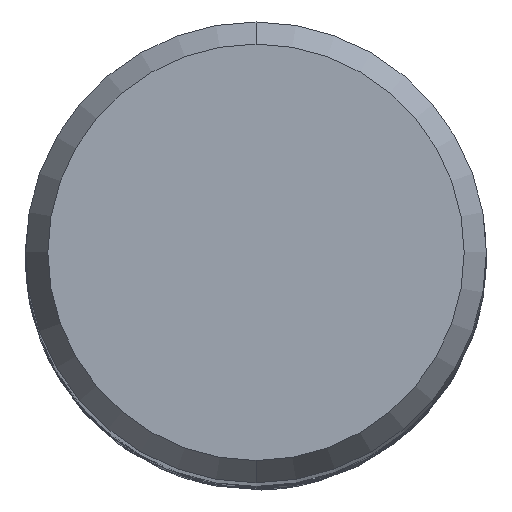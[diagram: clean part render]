
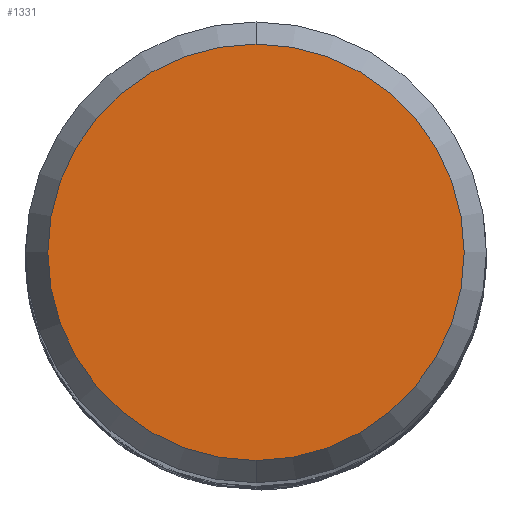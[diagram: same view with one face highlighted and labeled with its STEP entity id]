
A CAD part, top view. The second image highlights one B-rep face of the part: STEP entity #1331.
In plain terms, the highlighted planar face has unit normal (0, 0, 1).
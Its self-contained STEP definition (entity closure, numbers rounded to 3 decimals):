
#809=VERTEX_POINT('',#2057);
#1301=EDGE_CURVE('',#809,#1477,#2595,.T.);
#1331=ADVANCED_FACE('',(#2628),#2629,.T.);
#1399=EDGE_CURVE('',#1477,#809,#2698,.T.);
#1477=VERTEX_POINT('',#2784);
#2057=CARTESIAN_POINT('',(0.0,5.423,0.0));
#2595=CIRCLE('',#14362,5.423);
#2628=FACE_OUTER_BOUND('',#14792,.T.);
#2629=PLANE('',#14793);
#2698=CIRCLE('',#15155,5.423);
#2784=CARTESIAN_POINT('',(0.,-5.423,0.0));
#14362=AXIS2_PLACEMENT_3D('',#22577,#22578,#22579);
#14792=EDGE_LOOP('',(#22618,#22619));
#14793=AXIS2_PLACEMENT_3D('',#22620,#22621,#22622);
#15155=AXIS2_PLACEMENT_3D('',#22645,#22646,#22647);
#22577=CARTESIAN_POINT('',(0.0,0.0,0.0));
#22578=DIRECTION('',(0.0,0.0,-1.0));
#22579=DIRECTION('',(0.0,1.0,0.0));
#22618=ORIENTED_EDGE('',*,*,#1301,.F.);
#22619=ORIENTED_EDGE('',*,*,#1399,.F.);
#22620=CARTESIAN_POINT('',(0.0,2.711,0.0));
#22621=DIRECTION('',(-0.0,0.0,1.0));
#22622=DIRECTION('',(0.0,-1.0,0.0));
#22645=CARTESIAN_POINT('',(0.0,0.0,0.0));
#22646=DIRECTION('',(0.0,0.0,-1.0));
#22647=DIRECTION('',(0.0,1.0,0.0));
